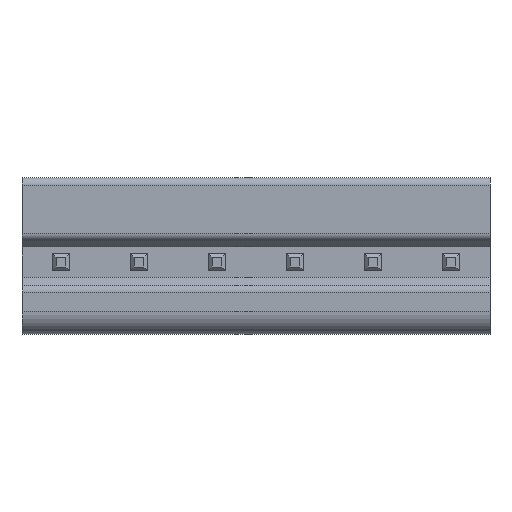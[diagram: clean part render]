
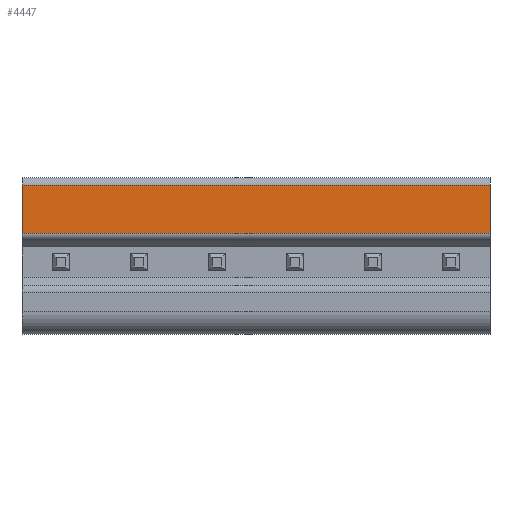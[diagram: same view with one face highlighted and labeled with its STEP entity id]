
A CAD part, front view. The second image highlights one B-rep face of the part: STEP entity #4447.
In plain terms, the highlighted planar face has unit normal (0, -1, 0).
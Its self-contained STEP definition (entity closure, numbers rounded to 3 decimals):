
#14 = LINE ( 'NONE', #71, #3568 ) ;
#71 = CARTESIAN_POINT ( 'NONE',  ( 0., 0., -0.5 ) ) ;
#183 = ORIENTED_EDGE ( 'NONE', *, *, #4282, .T. ) ;
#210 = EDGE_LOOP ( 'NONE', ( #183, #4770, #3248, #2395 ) ) ;
#430 = CARTESIAN_POINT ( 'NONE',  ( 0., 0., -0.5 ) ) ;
#507 = VECTOR ( 'NONE', #918, 1000. ) ;
#547 = CARTESIAN_POINT ( 'NONE',  ( 30.48, 0., -0.5 ) ) ;
#918 = DIRECTION ( 'NONE',  ( 0., 0., -1. ) ) ;
#926 = VERTEX_POINT ( 'NONE', #2994 ) ;
#1140 = PLANE ( 'NONE',  #2889 ) ;
#1481 = VECTOR ( 'NONE', #3354, 1000. ) ;
#1582 = EDGE_CURVE ( 'NONE', #5409, #2992, #4516, .T. ) ;
#2199 = CARTESIAN_POINT ( 'NONE',  ( 30.48, 0., -0.5 ) ) ;
#2345 = DIRECTION ( 'NONE',  ( 0., 0., -1. ) ) ;
#2395 = ORIENTED_EDGE ( 'NONE', *, *, #5111, .T. ) ;
#2889 = AXIS2_PLACEMENT_3D ( 'NONE', #3030, #3986, #3520 ) ;
#2992 = VERTEX_POINT ( 'NONE', #4789 ) ;
#2994 = CARTESIAN_POINT ( 'NONE',  ( 0., 0., -3.634 ) ) ;
#3030 = CARTESIAN_POINT ( 'NONE',  ( 30.48, 0., -0.5 ) ) ;
#3248 = ORIENTED_EDGE ( 'NONE', *, *, #1582, .F. ) ;
#3354 = DIRECTION ( 'NONE',  ( -1., 0., 0. ) ) ;
#3392 = FACE_OUTER_BOUND ( 'NONE', #210, .T. ) ;
#3520 = DIRECTION ( 'NONE',  ( 0., 0., 1. ) ) ;
#3568 = VECTOR ( 'NONE', #2345, 1000. ) ;
#3879 = EDGE_CURVE ( 'NONE', #2992, #926, #5537, .T. ) ;
#3986 = DIRECTION ( 'NONE',  ( 0., 1., 0. ) ) ;
#4282 = EDGE_CURVE ( 'NONE', #5154, #926, #14, .T. ) ;
#4355 = CARTESIAN_POINT ( 'NONE',  ( 30.48, 0., -0.5 ) ) ;
#4429 = LINE ( 'NONE', #2199, #5839 ) ;
#4447 = ADVANCED_FACE ( 'NONE', ( #3392 ), #1140, .F. ) ;
#4516 = LINE ( 'NONE', #547, #507 ) ;
#4697 = CARTESIAN_POINT ( 'NONE',  ( 30.48, 0., -3.634 ) ) ;
#4770 = ORIENTED_EDGE ( 'NONE', *, *, #3879, .F. ) ;
#4789 = CARTESIAN_POINT ( 'NONE',  ( 30.48, 0., -3.634 ) ) ;
#4948 = DIRECTION ( 'NONE',  ( -1., 0., 0. ) ) ;
#5111 = EDGE_CURVE ( 'NONE', #5409, #5154, #4429, .T. ) ;
#5154 = VERTEX_POINT ( 'NONE', #430 ) ;
#5409 = VERTEX_POINT ( 'NONE', #4355 ) ;
#5537 = LINE ( 'NONE', #4697, #1481 ) ;
#5839 = VECTOR ( 'NONE', #4948, 1000. ) ;
